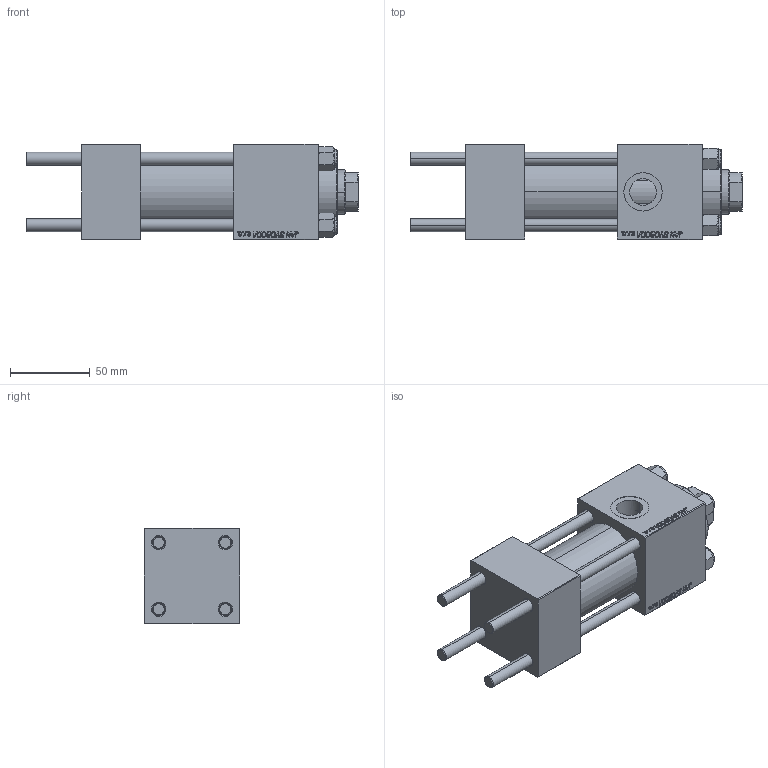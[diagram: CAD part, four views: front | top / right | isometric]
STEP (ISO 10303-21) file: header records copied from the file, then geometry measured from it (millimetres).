
FILE_DESCRIPTION (( 'STEP AP203' ), '1' );
FILE_NAME ('0e44.STEP', '2023-08-23T11:01:55', ( '' ), ( '' ), 'SwSTEP 2.0', 'SolidWorks 2019', '' );
FILE_SCHEMA (( 'CONFIG_CONTROL_DESIGN' ));
Length unit declared in the file: millimetre
Products named in the file (6): V215_VC_A f610721309243c24bb4dfac513debe83; V215CR_VCP f610721309243c24bb4dfac513debe83; CR025_012_A_0_G_A_G_M_020_+#_##_TYCINKA f610721309243c24bb4dfac513debe83; V215CR_BODY_A f610721309243c24bb4dfac513debe83; 0e44; NUT_M5 f610721309243c24bb4dfac513debe83
Assembly tree (11 placements, depth 2):
  0e44
    V215CR_BODY_A f610721309243c24bb4dfac513debe83
    CR025_012_A_0_G_A_G_M_020_+#_##_TYCINKA f610721309243c24bb4dfac513debe83  x4
    NUT_M5 f610721309243c24bb4dfac513debe83  x4
    V215CR_VCP f610721309243c24bb4dfac513debe83
    V215_VC_A f610721309243c24bb4dfac513debe83
Bounding box: 208 x 60 x 60 mm (x, y, z)
Volume: 435549 mm3; surface area: 120107 mm2
Topology: 11 solids, 11 shells, 1134 faces, 2859 edges, 1855 vertices
Faces by surface type: plane 520, bspline 392, cone 136, cylinder 78, torus 8
Entity records: 49917 total; most frequent: CARTESIAN_POINT 27041, ORIENTED_EDGE 5210, DIRECTION 3239, EDGE_CURVE 2605, VERTEX_POINT 1711, LINE 1585, VECTOR 1585, EDGE_LOOP 1142
